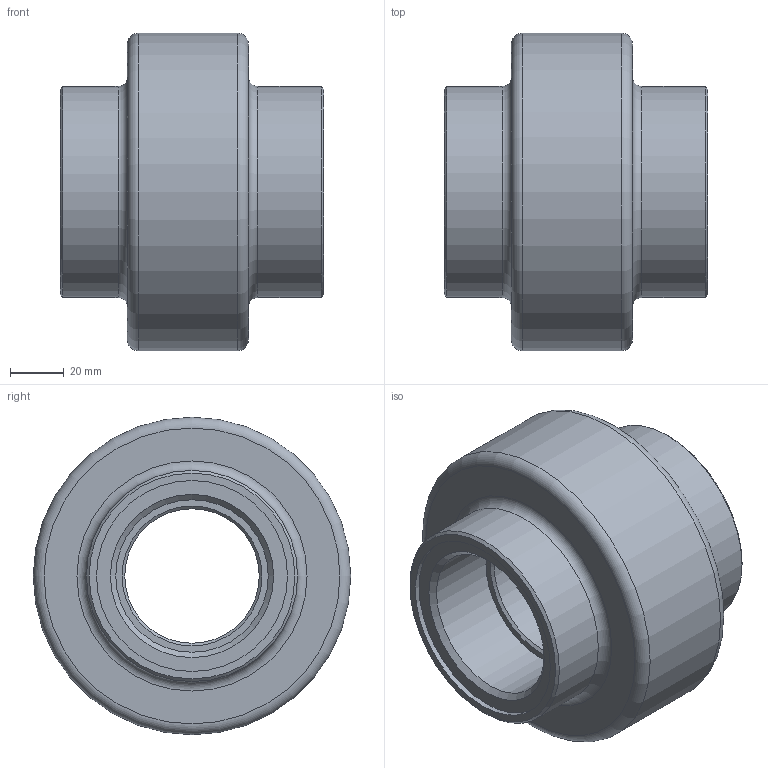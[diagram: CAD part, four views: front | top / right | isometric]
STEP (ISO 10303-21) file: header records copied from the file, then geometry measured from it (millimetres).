
FILE_DESCRIPTION(/* description */ (''),/* implementation_level */ '2;1');
FILE_NAME(/* name */ 'DGNT50.stp',/* time_stamp */ '2025-03-13T07:08:12+01:00',/* author */ (''),/* organization */ (''),/* preprocessor_version */ 'ST-DEVELOPER v16.7',/* originating_system */ 'SIEMENS PLM Software NX 1863',/* authorisation */ '');
FILE_SCHEMA (('AP203_CONFIGURATION_CONTROLLED_3D_DESIGN_OF_MECHANICAL_PARTS_AND_ASSEMBLIES_MIM_LF { 1 0 10303 403 2 1 2}'));
Length unit declared in the file: millimetre
Products named in the file (1): DGNT50_step
Bounding box: 98 x 118 x 118 mm (x, y, z)
Volume: 514679.6 mm3; surface area: 61629.2 mm2
Topology: 1 solids, 1 shells, 26 faces, 47 edges, 29 vertices
Faces by surface type: plane 8, cylinder 8, cone 6, torus 4
Full cylindrical faces by diameter (mm): 50 x1, 56.656 x2, 71 x2, 78.5 x2, 118 x1
Entity records: 622 total; most frequent: DIRECTION 106, CARTESIAN_POINT 79, AXIS2_PLACEMENT_3D 53, FACE_BOUND 52, EDGE_LOOP 52, ORIENTED_EDGE 52, ADVANCED_FACE 26, VERTEX_POINT 26
